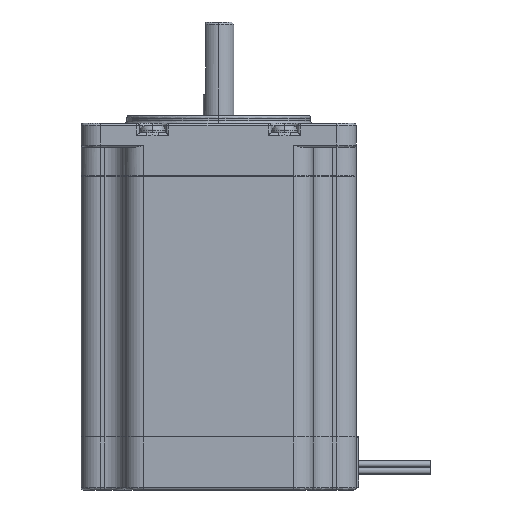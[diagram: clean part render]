
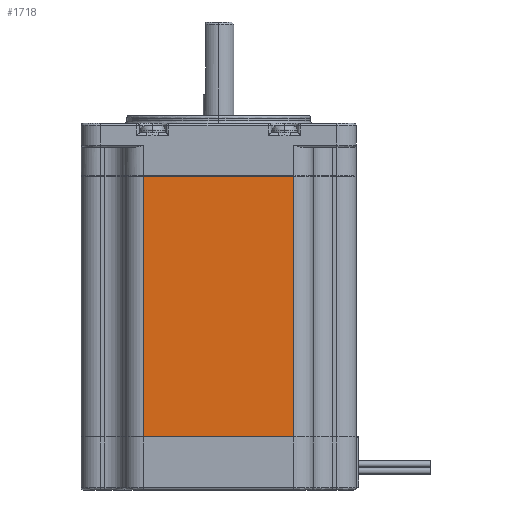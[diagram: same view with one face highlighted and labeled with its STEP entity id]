
A CAD part, left-side view. The second image highlights one B-rep face of the part: STEP entity #1718.
In plain terms, the highlighted planar face has unit normal (-1, 0, 0).
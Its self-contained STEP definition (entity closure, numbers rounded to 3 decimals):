
#1718 = ADVANCED_FACE ( 'NONE', ( #8512 ), #20292, .F. ) ;
#2902 = VECTOR ( 'NONE', #11228, 1000. ) ;
#5055 = DIRECTION ( 'NONE',  ( 0., -1., 0. ) ) ;
#5896 = EDGE_CURVE ( 'NONE', #12731, #10536, #21716, .T. ) ;
#6679 = CARTESIAN_POINT ( 'NONE',  ( -28.5, 15.57, 76. ) ) ;
#7226 = ORIENTED_EDGE ( 'NONE', *, *, #9189, .F. ) ;
#7693 = CARTESIAN_POINT ( 'NONE',  ( -28.5, -15.57, 64.99 ) ) ;
#8347 = DIRECTION ( 'NONE',  ( 0., 0., 1. ) ) ;
#8422 = EDGE_LOOP ( 'NONE', ( #7226, #11267, #9620, #10891 ) ) ;
#8512 = FACE_OUTER_BOUND ( 'NONE', #8422, .T. ) ;
#8622 = VECTOR ( 'NONE', #10123, 1000. ) ;
#9189 = EDGE_CURVE ( 'NONE', #10536, #17036, #16547, .T. ) ;
#9430 = AXIS2_PLACEMENT_3D ( 'NONE', #19750, #19693, #19623 ) ;
#9444 = EDGE_CURVE ( 'NONE', #16785, #12731, #21754, .T. ) ;
#9620 = ORIENTED_EDGE ( 'NONE', *, *, #9444, .F. ) ;
#9833 = EDGE_CURVE ( 'NONE', #17036, #16785, #18042, .T. ) ;
#10123 = DIRECTION ( 'NONE',  ( 0., 1., 0. ) ) ;
#10536 = VERTEX_POINT ( 'NONE', #7693 ) ;
#10729 = CARTESIAN_POINT ( 'NONE',  ( -28.5, 15.57, 64.99 ) ) ;
#10891 = ORIENTED_EDGE ( 'NONE', *, *, #9833, .F. ) ;
#11228 = DIRECTION ( 'NONE',  ( 0., 0., -1. ) ) ;
#11267 = ORIENTED_EDGE ( 'NONE', *, *, #5896, .F. ) ;
#11958 = CARTESIAN_POINT ( 'NONE',  ( -28.5, -15.57, 11.01 ) ) ;
#12193 = CARTESIAN_POINT ( 'NONE',  ( -28.5, 28.5, 64.99 ) ) ;
#12731 = VERTEX_POINT ( 'NONE', #10729 ) ;
#12964 = CARTESIAN_POINT ( 'NONE',  ( -28.5, 15.57, 11.01 ) ) ;
#16484 = VECTOR ( 'NONE', #5055, 1000. ) ;
#16526 = VECTOR ( 'NONE', #8347, 1000. ) ;
#16547 = LINE ( 'NONE', #21773, #2902 ) ;
#16785 = VERTEX_POINT ( 'NONE', #12964 ) ;
#17036 = VERTEX_POINT ( 'NONE', #11958 ) ;
#18042 = LINE ( 'NONE', #20656, #8622 ) ;
#19623 = DIRECTION ( 'NONE',  ( 0., 0., -1. ) ) ;
#19693 = DIRECTION ( 'NONE',  ( 1., 0., 0. ) ) ;
#19750 = CARTESIAN_POINT ( 'NONE',  ( -28.5, 28.5, 76. ) ) ;
#20292 = PLANE ( 'NONE',  #9430 ) ;
#20656 = CARTESIAN_POINT ( 'NONE',  ( -28.5, 0., 11.01 ) ) ;
#21716 = LINE ( 'NONE', #12193, #16484 ) ;
#21754 = LINE ( 'NONE', #6679, #16526 ) ;
#21773 = CARTESIAN_POINT ( 'NONE',  ( -28.5, -15.57, 76. ) ) ;
